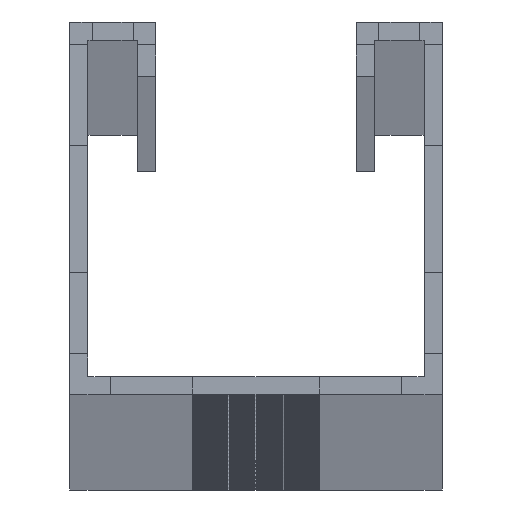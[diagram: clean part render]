
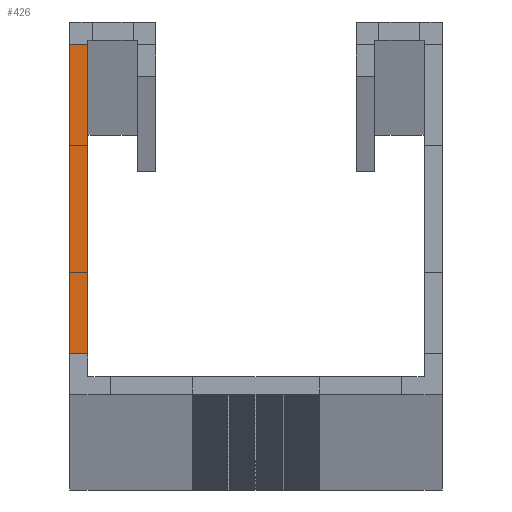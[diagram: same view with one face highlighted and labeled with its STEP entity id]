
A CAD part, top view. The second image highlights one B-rep face of the part: STEP entity #426.
In plain terms, the highlighted planar face has unit normal (0, 0, 1).
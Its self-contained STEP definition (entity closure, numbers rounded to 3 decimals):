
#210 = CARTESIAN_POINT ( 'NONE',  ( -18.5, 38.5, 6000. ) ) ;
#426 = ADVANCED_FACE ( 'NONE', ( #33822 ), #10021, .T. ) ;
#1618 = VERTEX_POINT ( 'NONE', #6651 ) ;
#1898 = DIRECTION ( 'NONE',  ( -1., 0., 0. ) ) ;
#2251 = CARTESIAN_POINT ( 'NONE',  ( -20.5, 4.5, 6000. ) ) ;
#2756 = DIRECTION ( 'NONE',  ( 0., -1., 0. ) ) ;
#3079 = EDGE_LOOP ( 'NONE', ( #11224, #11833, #23172, #5151 ) ) ;
#4757 = VECTOR ( 'NONE', #1898, 1000. ) ;
#5151 = ORIENTED_EDGE ( 'NONE', *, *, #49696, .T. ) ;
#5323 = DIRECTION ( 'NONE',  ( 1., 0., 0. ) ) ;
#6651 = CARTESIAN_POINT ( 'NONE',  ( -20.5, 38.5, 6000. ) ) ;
#6701 = VECTOR ( 'NONE', #16390, 1000. ) ;
#10021 = PLANE ( 'NONE',  #16487 ) ;
#11224 = ORIENTED_EDGE ( 'NONE', *, *, #31359, .T. ) ;
#11833 = ORIENTED_EDGE ( 'NONE', *, *, #15248, .T. ) ;
#14671 = VERTEX_POINT ( 'NONE', #22057 ) ;
#15248 = EDGE_CURVE ( 'NONE', #18936, #14671, #45152, .T. ) ;
#15742 = VECTOR ( 'NONE', #2756, 1000. ) ;
#16390 = DIRECTION ( 'NONE',  ( 0., -1., 0. ) ) ;
#16487 = AXIS2_PLACEMENT_3D ( 'NONE', #18118, #25197, #5323 ) ;
#18118 = CARTESIAN_POINT ( 'NONE',  ( -16., 2., 6000. ) ) ;
#18936 = VERTEX_POINT ( 'NONE', #40863 ) ;
#19921 = EDGE_CURVE ( 'NONE', #42979, #14671, #42495, .T. ) ;
#22031 = CARTESIAN_POINT ( 'NONE',  ( -18.5, 38.5, 6000. ) ) ;
#22057 = CARTESIAN_POINT ( 'NONE',  ( -18.5, 4.5, 6000. ) ) ;
#22618 = CARTESIAN_POINT ( 'NONE',  ( -18.5, 4.5, 6000. ) ) ;
#23172 = ORIENTED_EDGE ( 'NONE', *, *, #19921, .F. ) ;
#25197 = DIRECTION ( 'NONE',  ( 0., 0., 1. ) ) ;
#28424 = LINE ( 'NONE', #33127, #6701 ) ;
#29207 = DIRECTION ( 'NONE',  ( 1., 0., 0. ) ) ;
#31359 = EDGE_CURVE ( 'NONE', #1618, #18936, #28424, .T. ) ;
#33127 = CARTESIAN_POINT ( 'NONE',  ( -20.5, 4.5, 6000. ) ) ;
#33822 = FACE_OUTER_BOUND ( 'NONE', #3079, .T. ) ;
#37727 = LINE ( 'NONE', #22031, #4757 ) ;
#40863 = CARTESIAN_POINT ( 'NONE',  ( -20.5, 4.5, 6000. ) ) ;
#42495 = LINE ( 'NONE', #22618, #15742 ) ;
#42979 = VERTEX_POINT ( 'NONE', #210 ) ;
#44627 = VECTOR ( 'NONE', #29207, 1000. ) ;
#45152 = LINE ( 'NONE', #2251, #44627 ) ;
#49696 = EDGE_CURVE ( 'NONE', #42979, #1618, #37727, .T. ) ;
